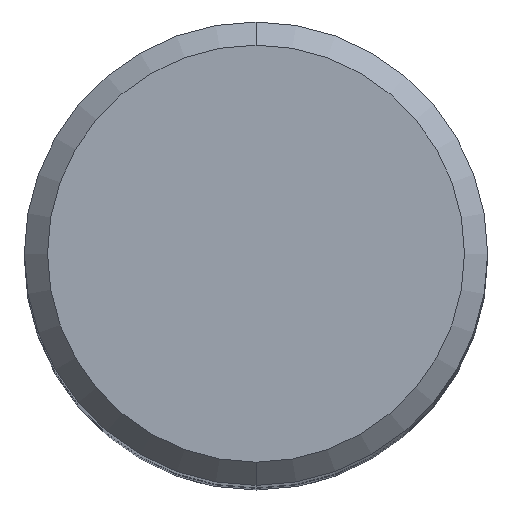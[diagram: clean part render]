
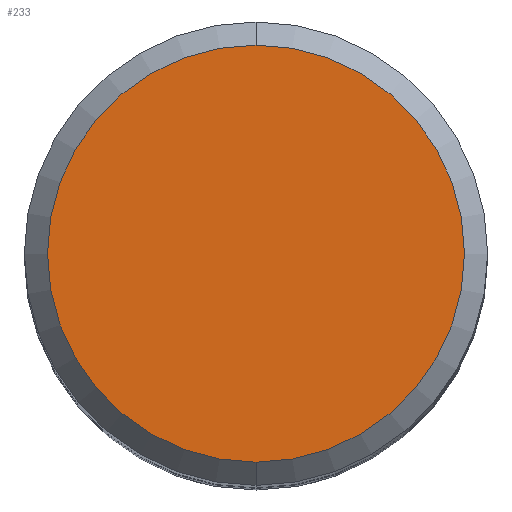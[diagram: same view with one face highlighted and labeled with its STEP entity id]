
A CAD part, top view. The second image highlights one B-rep face of the part: STEP entity #233.
In plain terms, the highlighted planar face has unit normal (0, 0, 1).
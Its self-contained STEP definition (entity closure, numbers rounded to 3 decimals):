
#233=ADVANCED_FACE('',(#544),#545,.T.);
#309=VERTEX_POINT('',#629);
#345=EDGE_CURVE('',#309,#443,#668,.T.);
#439=EDGE_CURVE('',#443,#309,#773,.T.);
#443=VERTEX_POINT('',#778);
#544=FACE_OUTER_BOUND('',#955,.T.);
#545=PLANE('',#956);
#629=CARTESIAN_POINT('',(0.,-5.4,0.0));
#668=CIRCLE('',#1240,5.4);
#773=CIRCLE('',#1407,5.4);
#778=CARTESIAN_POINT('',(0.0,5.4,0.0));
#955=EDGE_LOOP('',(#1580,#1581));
#956=AXIS2_PLACEMENT_3D('',#1582,#1583,#1584);
#1240=AXIS2_PLACEMENT_3D('',#1711,#1712,#1713);
#1407=AXIS2_PLACEMENT_3D('',#1839,#1840,#1841);
#1580=ORIENTED_EDGE('',*,*,#439,.F.);
#1581=ORIENTED_EDGE('',*,*,#345,.F.);
#1582=CARTESIAN_POINT('',(0.0,2.7,0.0));
#1583=DIRECTION('',(-0.0,0.0,1.0));
#1584=DIRECTION('',(0.0,-1.0,0.0));
#1711=CARTESIAN_POINT('',(0.0,0.0,0.0));
#1712=DIRECTION('',(0.0,0.0,-1.0));
#1713=DIRECTION('',(0.0,1.0,0.0));
#1839=CARTESIAN_POINT('',(0.0,0.0,0.0));
#1840=DIRECTION('',(0.0,0.0,-1.0));
#1841=DIRECTION('',(0.0,1.0,0.0));
